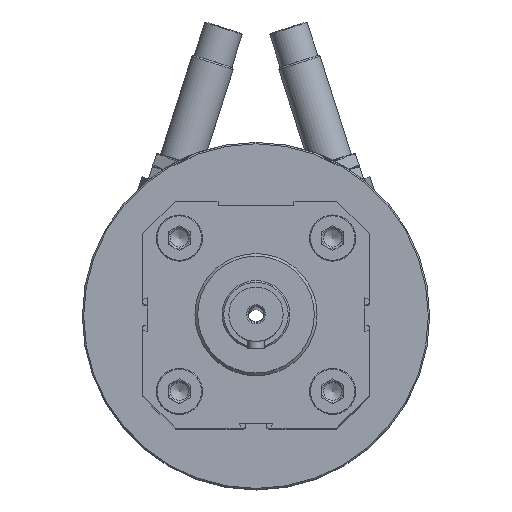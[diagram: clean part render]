
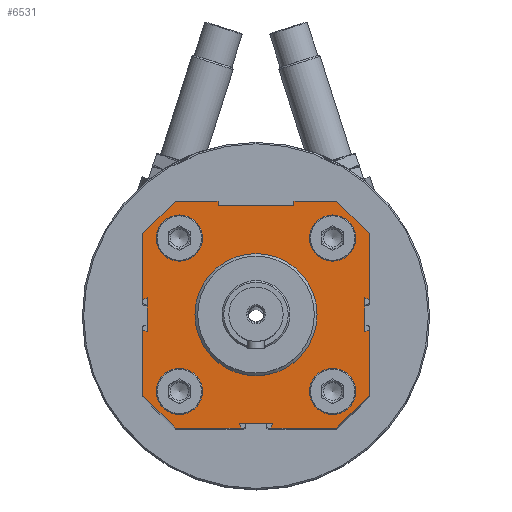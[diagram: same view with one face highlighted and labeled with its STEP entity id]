
A CAD part, top view. The second image highlights one B-rep face of the part: STEP entity #6531.
In plain terms, the highlighted face is planar.
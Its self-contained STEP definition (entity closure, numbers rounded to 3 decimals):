
#343=LINE('',#10022,#860);
#344=LINE('',#10025,#861);
#345=LINE('',#10027,#862);
#346=LINE('',#10029,#863);
#347=LINE('',#10031,#864);
#348=LINE('',#10033,#865);
#349=LINE('',#10035,#866);
#350=LINE('',#10037,#867);
#351=LINE('',#10039,#868);
#352=LINE('',#10041,#869);
#353=LINE('',#10043,#870);
#354=LINE('',#10045,#871);
#355=LINE('',#10047,#872);
#356=LINE('',#10049,#873);
#357=LINE('',#10051,#874);
#358=LINE('',#10053,#875);
#359=LINE('',#10055,#876);
#360=LINE('',#10057,#877);
#361=LINE('',#10059,#878);
#362=LINE('',#10061,#879);
#363=LINE('',#10063,#880);
#364=LINE('',#10065,#881);
#365=LINE('',#10067,#882);
#366=LINE('',#10069,#883);
#860=VECTOR('',#7893,1000.);
#861=VECTOR('',#7894,1000.);
#862=VECTOR('',#7895,1000.);
#863=VECTOR('',#7896,1000.);
#864=VECTOR('',#7897,1000.);
#865=VECTOR('',#7898,1000.);
#866=VECTOR('',#7899,1000.);
#867=VECTOR('',#7900,1000.);
#868=VECTOR('',#7901,1000.);
#869=VECTOR('',#7902,1000.);
#870=VECTOR('',#7903,1000.);
#871=VECTOR('',#7904,1000.);
#872=VECTOR('',#7905,1000.);
#873=VECTOR('',#7906,1000.);
#874=VECTOR('',#7907,1000.);
#875=VECTOR('',#7908,1000.);
#876=VECTOR('',#7909,1000.);
#877=VECTOR('',#7910,1000.);
#878=VECTOR('',#7911,1000.);
#879=VECTOR('',#7912,1000.);
#880=VECTOR('',#7913,1000.);
#881=VECTOR('',#7914,1000.);
#882=VECTOR('',#7915,1000.);
#883=VECTOR('',#7916,1000.);
#1377=ORIENTED_EDGE('',*,*,#3185,.F.);
#1378=ORIENTED_EDGE('',*,*,#3186,.F.);
#1379=ORIENTED_EDGE('',*,*,#3187,.F.);
#1380=ORIENTED_EDGE('',*,*,#3188,.F.);
#1381=ORIENTED_EDGE('',*,*,#3189,.F.);
#1382=ORIENTED_EDGE('',*,*,#3190,.F.);
#1383=ORIENTED_EDGE('',*,*,#3191,.F.);
#1384=ORIENTED_EDGE('',*,*,#3192,.F.);
#1385=ORIENTED_EDGE('',*,*,#3193,.F.);
#1386=ORIENTED_EDGE('',*,*,#3194,.F.);
#1387=ORIENTED_EDGE('',*,*,#3195,.F.);
#1388=ORIENTED_EDGE('',*,*,#3196,.F.);
#1389=ORIENTED_EDGE('',*,*,#3197,.F.);
#1390=ORIENTED_EDGE('',*,*,#3198,.F.);
#1391=ORIENTED_EDGE('',*,*,#3199,.F.);
#1392=ORIENTED_EDGE('',*,*,#3200,.F.);
#1393=ORIENTED_EDGE('',*,*,#3201,.F.);
#1394=ORIENTED_EDGE('',*,*,#3202,.F.);
#1395=ORIENTED_EDGE('',*,*,#3203,.F.);
#1396=ORIENTED_EDGE('',*,*,#3204,.F.);
#1397=ORIENTED_EDGE('',*,*,#3205,.F.);
#1398=ORIENTED_EDGE('',*,*,#3206,.F.);
#1399=ORIENTED_EDGE('',*,*,#3207,.F.);
#1400=ORIENTED_EDGE('',*,*,#3208,.F.);
#1401=ORIENTED_EDGE('',*,*,#3209,.F.);
#1402=ORIENTED_EDGE('',*,*,#3210,.F.);
#1403=ORIENTED_EDGE('',*,*,#3211,.F.);
#1404=ORIENTED_EDGE('',*,*,#3212,.F.);
#1405=ORIENTED_EDGE('',*,*,#3213,.F.);
#3185=EDGE_CURVE('',#4089,#4089,#4733,.T.);
#3186=EDGE_CURVE('',#4090,#4090,#4734,.T.);
#3187=EDGE_CURVE('',#4091,#4091,#4735,.F.);
#3188=EDGE_CURVE('',#4092,#4093,#343,.T.);
#3189=EDGE_CURVE('',#4094,#4092,#344,.T.);
#3190=EDGE_CURVE('',#4095,#4094,#345,.T.);
#3191=EDGE_CURVE('',#4096,#4095,#346,.T.);
#3192=EDGE_CURVE('',#4097,#4096,#347,.T.);
#3193=EDGE_CURVE('',#4098,#4097,#348,.T.);
#3194=EDGE_CURVE('',#4099,#4098,#349,.T.);
#3195=EDGE_CURVE('',#4100,#4099,#350,.T.);
#3196=EDGE_CURVE('',#4101,#4100,#351,.T.);
#3197=EDGE_CURVE('',#4102,#4101,#352,.T.);
#3198=EDGE_CURVE('',#4103,#4102,#353,.T.);
#3199=EDGE_CURVE('',#4104,#4103,#354,.T.);
#3200=EDGE_CURVE('',#4105,#4104,#355,.T.);
#3201=EDGE_CURVE('',#4106,#4105,#356,.T.);
#3202=EDGE_CURVE('',#4107,#4106,#357,.T.);
#3203=EDGE_CURVE('',#4108,#4107,#358,.T.);
#3204=EDGE_CURVE('',#4109,#4108,#359,.T.);
#3205=EDGE_CURVE('',#4110,#4109,#360,.T.);
#3206=EDGE_CURVE('',#4111,#4110,#361,.T.);
#3207=EDGE_CURVE('',#4112,#4111,#362,.T.);
#3208=EDGE_CURVE('',#4113,#4112,#363,.T.);
#3209=EDGE_CURVE('',#4114,#4113,#364,.T.);
#3210=EDGE_CURVE('',#4115,#4114,#365,.T.);
#3211=EDGE_CURVE('',#4093,#4115,#366,.T.);
#3212=EDGE_CURVE('',#4116,#4116,#4736,.T.);
#3213=EDGE_CURVE('',#4117,#4117,#4737,.T.);
#4089=VERTEX_POINT('',#10017);
#4090=VERTEX_POINT('',#10019);
#4091=VERTEX_POINT('',#10021);
#4092=VERTEX_POINT('',#10023);
#4093=VERTEX_POINT('',#10024);
#4094=VERTEX_POINT('',#10026);
#4095=VERTEX_POINT('',#10028);
#4096=VERTEX_POINT('',#10030);
#4097=VERTEX_POINT('',#10032);
#4098=VERTEX_POINT('',#10034);
#4099=VERTEX_POINT('',#10036);
#4100=VERTEX_POINT('',#10038);
#4101=VERTEX_POINT('',#10040);
#4102=VERTEX_POINT('',#10042);
#4103=VERTEX_POINT('',#10044);
#4104=VERTEX_POINT('',#10046);
#4105=VERTEX_POINT('',#10048);
#4106=VERTEX_POINT('',#10050);
#4107=VERTEX_POINT('',#10052);
#4108=VERTEX_POINT('',#10054);
#4109=VERTEX_POINT('',#10056);
#4110=VERTEX_POINT('',#10058);
#4111=VERTEX_POINT('',#10060);
#4112=VERTEX_POINT('',#10062);
#4113=VERTEX_POINT('',#10064);
#4114=VERTEX_POINT('',#10066);
#4115=VERTEX_POINT('',#10068);
#4116=VERTEX_POINT('',#10071);
#4117=VERTEX_POINT('',#10073);
#4733=CIRCLE('',#7078,8.5);
#4734=CIRCLE('',#7079,8.5);
#4735=CIRCLE('',#7080,22.5);
#4736=CIRCLE('',#7081,8.5);
#4737=CIRCLE('',#7082,8.5);
#5092=EDGE_LOOP('',(#1377));
#5093=EDGE_LOOP('',(#1378));
#5094=EDGE_LOOP('',(#1379));
#5095=EDGE_LOOP('',(#1380,#1381,#1382,#1383,#1384,#1385,#1386,#1387,#1388,
#1389,#1390,#1391,#1392,#1393,#1394,#1395,#1396,#1397,#1398,#1399,#1400,
#1401,#1402,#1403));
#5096=EDGE_LOOP('',(#1404));
#5097=EDGE_LOOP('',(#1405));
#5695=FACE_BOUND('',#5092,.T.);
#5696=FACE_BOUND('',#5093,.T.);
#5697=FACE_BOUND('',#5094,.T.);
#5698=FACE_BOUND('',#5095,.T.);
#5699=FACE_BOUND('',#5096,.T.);
#5700=FACE_BOUND('',#5097,.T.);
#6305=PLANE('',#7077);
#6531=ADVANCED_FACE('',(#5695,#5696,#5697,#5698,#5699,#5700),#6305,.F.);
#7077=AXIS2_PLACEMENT_3D('',#10015,#7885,#7886);
#7078=AXIS2_PLACEMENT_3D('',#10016,#7887,#7888);
#7079=AXIS2_PLACEMENT_3D('',#10018,#7889,#7890);
#7080=AXIS2_PLACEMENT_3D('',#10020,#7891,#7892);
#7081=AXIS2_PLACEMENT_3D('',#10070,#7917,#7918);
#7082=AXIS2_PLACEMENT_3D('',#10072,#7919,#7920);
#7885=DIRECTION('',(1.,0.,0.));
#7886=DIRECTION('',(0.,0.,-1.));
#7887=DIRECTION('',(-1.,0.,0.));
#7888=DIRECTION('',(0.,0.,1.));
#7889=DIRECTION('',(-1.,0.,0.));
#7890=DIRECTION('',(0.,0.,1.));
#7891=DIRECTION('',(1.,0.,0.));
#7892=DIRECTION('',(0.,0.,-1.));
#7893=DIRECTION('',(0.,-1.,0.));
#7894=DIRECTION('',(0.,0.429,0.903));
#7895=DIRECTION('',(0.,-1.,0.));
#7896=DIRECTION('',(0.,0.429,-0.903));
#7897=DIRECTION('',(0.,-1.,0.));
#7898=DIRECTION('',(0.,-0.707,0.707));
#7899=DIRECTION('',(0.,0.,1.));
#7900=DIRECTION('',(0.,0.996,0.087));
#7901=DIRECTION('',(0.,0.,1.));
#7902=DIRECTION('',(0.,-0.996,0.087));
#7903=DIRECTION('',(0.,0.,1.));
#7904=DIRECTION('',(0.,0.707,0.707));
#7905=DIRECTION('',(0.,1.,0.));
#7906=DIRECTION('',(0.,-0.429,-0.903));
#7907=DIRECTION('',(0.,1.,0.));
#7908=DIRECTION('',(0.,-0.429,0.903));
#7909=DIRECTION('',(0.,1.,0.));
#7910=DIRECTION('',(0.,0.707,-0.707));
#7911=DIRECTION('',(0.,0.,-1.));
#7912=DIRECTION('',(0.,-0.903,0.429));
#7913=DIRECTION('',(0.,0.,-1.));
#7914=DIRECTION('',(0.,0.903,0.429));
#7915=DIRECTION('',(0.,0.,-1.));
#7916=DIRECTION('',(0.,-0.707,-0.707));
#7917=DIRECTION('',(-1.,0.,0.));
#7918=DIRECTION('',(0.,0.,1.));
#7919=DIRECTION('',(-1.,0.,0.));
#7920=DIRECTION('',(0.,0.,1.));
#10015=CARTESIAN_POINT('',(-407.5,0.,0.));
#10016=CARTESIAN_POINT('',(-407.5,-28.25,28.25));
#10017=CARTESIAN_POINT('',(-407.5,-28.25,36.75));
#10018=CARTESIAN_POINT('',(-407.5,28.25,-28.25));
#10019=CARTESIAN_POINT('',(-407.5,28.25,-19.75));
#10020=CARTESIAN_POINT('',(-407.5,0.,0.));
#10021=CARTESIAN_POINT('',(-407.5,0.,-22.5));
#10022=CARTESIAN_POINT('',(-407.5,-5.469,41.75));
#10023=CARTESIAN_POINT('',(-407.5,-5.469,41.75));
#10024=CARTESIAN_POINT('',(-407.5,-29.75,41.75));
#10025=CARTESIAN_POINT('',(-407.5,-6.263,40.08));
#10026=CARTESIAN_POINT('',(-407.5,-6.263,40.08));
#10027=CARTESIAN_POINT('',(-407.5,6.263,40.08));
#10028=CARTESIAN_POINT('',(-407.5,6.263,40.08));
#10029=CARTESIAN_POINT('',(-407.5,5.469,41.75));
#10030=CARTESIAN_POINT('',(-407.5,5.469,41.75));
#10031=CARTESIAN_POINT('',(-407.5,29.75,41.75));
#10032=CARTESIAN_POINT('',(-407.5,29.75,41.75));
#10033=CARTESIAN_POINT('',(-407.5,41.75,29.75));
#10034=CARTESIAN_POINT('',(-407.5,41.75,29.75));
#10035=CARTESIAN_POINT('',(-407.5,41.75,14.));
#10036=CARTESIAN_POINT('',(-407.5,41.75,14.));
#10037=CARTESIAN_POINT('',(-407.5,40.247,13.869));
#10038=CARTESIAN_POINT('',(-407.5,40.247,13.869));
#10039=CARTESIAN_POINT('',(-407.5,40.247,-13.869));
#10040=CARTESIAN_POINT('',(-407.5,40.247,-13.869));
#10041=CARTESIAN_POINT('',(-407.5,41.75,-14.));
#10042=CARTESIAN_POINT('',(-407.5,41.75,-14.));
#10043=CARTESIAN_POINT('',(-407.5,41.75,-29.75));
#10044=CARTESIAN_POINT('',(-407.5,41.75,-29.75));
#10045=CARTESIAN_POINT('',(-407.5,29.75,-41.75));
#10046=CARTESIAN_POINT('',(-407.5,29.75,-41.75));
#10047=CARTESIAN_POINT('',(-407.5,5.469,-41.75));
#10048=CARTESIAN_POINT('',(-407.5,5.469,-41.75));
#10049=CARTESIAN_POINT('',(-407.5,6.262,-40.08));
#10050=CARTESIAN_POINT('',(-407.5,6.262,-40.08));
#10051=CARTESIAN_POINT('',(-407.5,-6.263,-40.08));
#10052=CARTESIAN_POINT('',(-407.5,-6.263,-40.08));
#10053=CARTESIAN_POINT('',(-407.5,-5.469,-41.75));
#10054=CARTESIAN_POINT('',(-407.5,-5.469,-41.75));
#10055=CARTESIAN_POINT('',(-407.5,-29.75,-41.75));
#10056=CARTESIAN_POINT('',(-407.5,-29.75,-41.75));
#10057=CARTESIAN_POINT('',(-407.5,-41.75,-29.75));
#10058=CARTESIAN_POINT('',(-407.5,-41.75,-29.75));
#10059=CARTESIAN_POINT('',(-407.5,-41.75,-5.469));
#10060=CARTESIAN_POINT('',(-407.5,-41.75,-5.469));
#10061=CARTESIAN_POINT('',(-407.5,-40.08,-6.263));
#10062=CARTESIAN_POINT('',(-407.5,-40.08,-6.263));
#10063=CARTESIAN_POINT('',(-407.5,-40.08,6.263));
#10064=CARTESIAN_POINT('',(-407.5,-40.08,6.263));
#10065=CARTESIAN_POINT('',(-407.5,-41.75,5.469));
#10066=CARTESIAN_POINT('',(-407.5,-41.75,5.469));
#10067=CARTESIAN_POINT('',(-407.5,-41.75,29.75));
#10068=CARTESIAN_POINT('',(-407.5,-41.75,29.75));
#10069=CARTESIAN_POINT('',(-407.5,-29.75,41.75));
#10070=CARTESIAN_POINT('',(-407.5,-28.25,-28.25));
#10071=CARTESIAN_POINT('',(-407.5,-28.25,-19.75));
#10072=CARTESIAN_POINT('',(-407.5,28.25,28.25));
#10073=CARTESIAN_POINT('',(-407.5,28.25,36.75));
